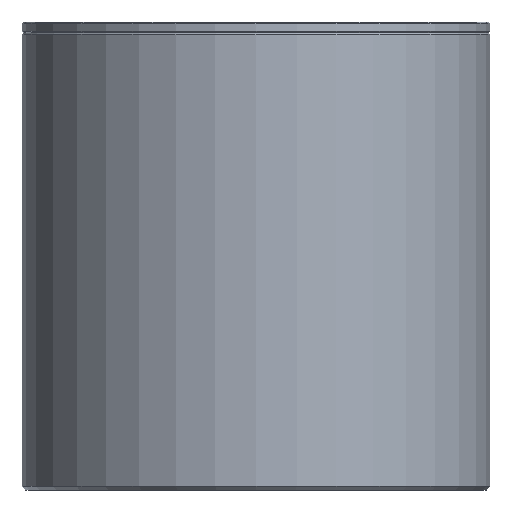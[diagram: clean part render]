
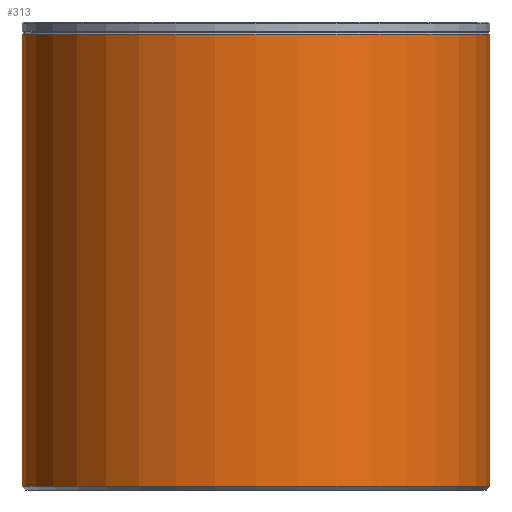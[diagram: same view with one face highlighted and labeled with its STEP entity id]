
A CAD part, front view. The second image highlights one B-rep face of the part: STEP entity #313.
In plain terms, the highlighted cylindrical face has radius 32.5 mm (diameter 65 mm), a partial arc.
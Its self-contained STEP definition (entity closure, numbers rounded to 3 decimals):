
#20 = CARTESIAN_POINT ( 'NONE',  ( 0., 0., 0.5 ) ) ;
#89 = LINE ( 'NONE', #3655, #2497 ) ;
#136 = AXIS2_PLACEMENT_3D ( 'NONE', #1322, #2291, #3864 ) ;
#137 = CIRCLE ( 'NONE', #3093, 32.5 ) ;
#224 = CARTESIAN_POINT ( 'NONE',  ( 32.5, 0., 0.5 ) ) ;
#313 = ADVANCED_FACE ( 'NONE', ( #3798 ), #3689, .T. ) ;
#431 = LINE ( 'NONE', #1504, #3674 ) ;
#538 = EDGE_LOOP ( 'NONE', ( #3338, #3870, #3197, #1694 ) ) ;
#543 = DIRECTION ( 'NONE',  ( 0., 0., -1. ) ) ;
#552 = VERTEX_POINT ( 'NONE', #2874 ) ;
#588 = AXIS2_PLACEMENT_3D ( 'NONE', #2569, #3970, #1362 ) ;
#1007 = DIRECTION ( 'NONE',  ( 0., 0., 1. ) ) ;
#1117 = CIRCLE ( 'NONE', #136, 32.5 ) ;
#1316 = EDGE_CURVE ( 'NONE', #552, #3343, #89, .T. ) ;
#1322 = CARTESIAN_POINT ( 'NONE',  ( 0., 0., 63.341 ) ) ;
#1362 = DIRECTION ( 'NONE',  ( -1., 0., 0. ) ) ;
#1407 = CARTESIAN_POINT ( 'NONE',  ( -32.5, 0., 63.341 ) ) ;
#1504 = CARTESIAN_POINT ( 'NONE',  ( -32.5, 0., 0. ) ) ;
#1517 = DIRECTION ( 'NONE',  ( 0., 0., -1. ) ) ;
#1694 = ORIENTED_EDGE ( 'NONE', *, *, #3051, .T. ) ;
#2256 = DIRECTION ( 'NONE',  ( 1., 0., 0. ) ) ;
#2291 = DIRECTION ( 'NONE',  ( 0., 0., -1. ) ) ;
#2497 = VECTOR ( 'NONE', #543, 1000. ) ;
#2569 = CARTESIAN_POINT ( 'NONE',  ( 0., 0., 0. ) ) ;
#2586 = VERTEX_POINT ( 'NONE', #1407 ) ;
#2685 = CARTESIAN_POINT ( 'NONE',  ( -32.5, 0., 0.5 ) ) ;
#2874 = CARTESIAN_POINT ( 'NONE',  ( 32.5, 0., 63.341 ) ) ;
#2981 = EDGE_CURVE ( 'NONE', #552, #2586, #1117, .T. ) ;
#3051 = EDGE_CURVE ( 'NONE', #3244, #3343, #137, .T. ) ;
#3093 = AXIS2_PLACEMENT_3D ( 'NONE', #20, #1007, #2256 ) ;
#3197 = ORIENTED_EDGE ( 'NONE', *, *, #3603, .T. ) ;
#3244 = VERTEX_POINT ( 'NONE', #2685 ) ;
#3338 = ORIENTED_EDGE ( 'NONE', *, *, #1316, .F. ) ;
#3343 = VERTEX_POINT ( 'NONE', #224 ) ;
#3603 = EDGE_CURVE ( 'NONE', #2586, #3244, #431, .T. ) ;
#3655 = CARTESIAN_POINT ( 'NONE',  ( 32.5, 0., 0. ) ) ;
#3674 = VECTOR ( 'NONE', #1517, 1000. ) ;
#3689 = CYLINDRICAL_SURFACE ( 'NONE', #588, 32.5 ) ;
#3798 = FACE_OUTER_BOUND ( 'NONE', #538, .T. ) ;
#3864 = DIRECTION ( 'NONE',  ( -1., 0., 0. ) ) ;
#3870 = ORIENTED_EDGE ( 'NONE', *, *, #2981, .T. ) ;
#3970 = DIRECTION ( 'NONE',  ( 0., 0., -1. ) ) ;
